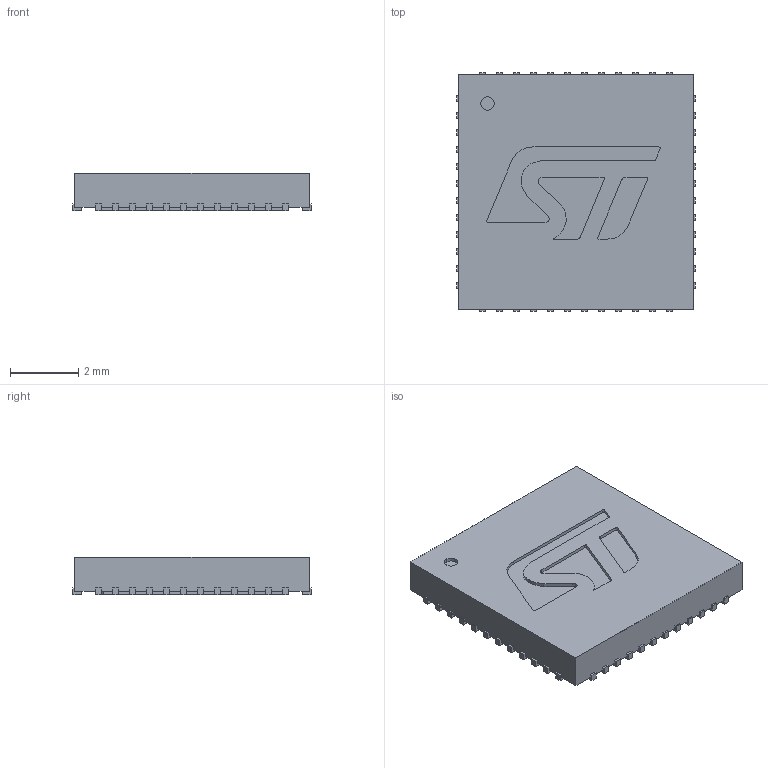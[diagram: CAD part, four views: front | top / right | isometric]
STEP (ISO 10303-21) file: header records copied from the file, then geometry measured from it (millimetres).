
FILE_DESCRIPTION (( 'STEP AP214' ), '1' );
FILE_NAME ('STM.STEP', '2022-03-15T11:57:34', ( '' ), ( '' ), 'SwSTEP 2.0', 'SolidWorks 2021', '' );
FILE_SCHEMA (( 'AUTOMOTIVE_DESIGN' ));
Length unit declared in the file: millimetre
Products named in the file (1): STM
Bounding box: 7 x 7 x 1.1 mm (x, y, z)
Volume: 50.3 mm3; surface area: 133.2 mm2
Topology: 1 solids, 1 shells, 336 faces, 987 edges, 658 vertices
Faces by surface type: plane 318, bspline 16, cylinder 2
Entity records: 11727 total; most frequent: CARTESIAN_POINT 2390, ORIENTED_EDGE 1974, DIRECTION 1601, EDGE_CURVE 987, LINE 951, VECTOR 951, VERTEX_POINT 658, EDGE_LOOP 341
